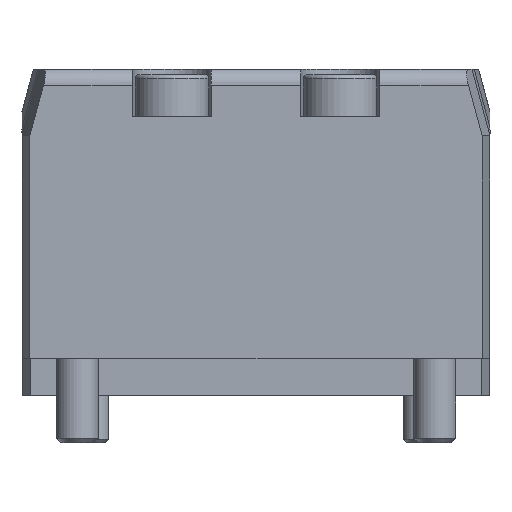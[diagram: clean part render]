
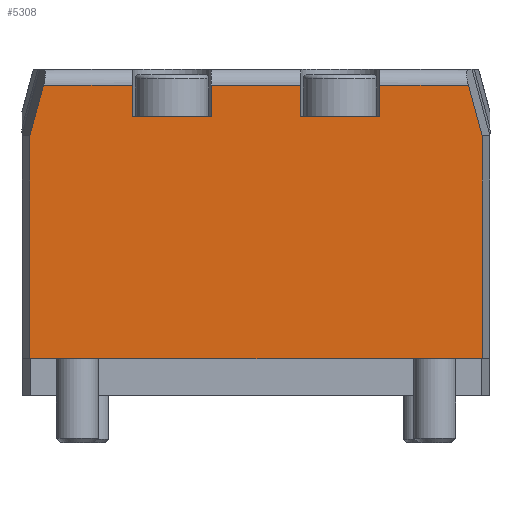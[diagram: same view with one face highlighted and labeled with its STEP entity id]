
A CAD part, front view. The second image highlights one B-rep face of the part: STEP entity #5308.
In plain terms, the highlighted planar face has unit normal (0, -1, 0).
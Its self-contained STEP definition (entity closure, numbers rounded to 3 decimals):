
#311=LINE('',#7765,#677);
#394=LINE('',#8215,#760);
#411=LINE('',#8298,#777);
#429=LINE('',#8438,#795);
#432=LINE('',#8446,#798);
#435=LINE('',#8454,#801);
#438=LINE('',#8462,#804);
#442=LINE('',#8472,#808);
#444=LINE('',#8480,#810);
#479=LINE('',#8653,#845);
#484=LINE('',#8667,#850);
#502=LINE('',#8750,#868);
#547=LINE('',#8854,#913);
#548=LINE('',#8856,#914);
#677=VECTOR('',#6221,10.);
#760=VECTOR('',#6548,10.);
#777=VECTOR('',#6605,10.);
#795=VECTOR('',#6777,10.);
#798=VECTOR('',#6784,10.);
#801=VECTOR('',#6791,10.);
#804=VECTOR('',#6798,10.);
#808=VECTOR('',#6810,10.);
#810=VECTOR('',#6820,10.);
#845=VECTOR('',#6963,10.);
#850=VECTOR('',#6978,10.);
#868=VECTOR('',#7024,10.);
#913=VECTOR('',#7125,10.);
#914=VECTOR('',#7128,10.);
#1246=FACE_OUTER_BOUND('',#1556,.T.);
#1556=EDGE_LOOP('',(#4355,#4356,#4357,#4358,#4359,#4360,#4361,#4362,#4363,
#4364,#4365,#4366,#4367,#4368));
#1985=VERTEX_POINT('',#7762);
#1986=VERTEX_POINT('',#7764);
#2125=VERTEX_POINT('',#8212);
#2126=VERTEX_POINT('',#8214);
#2150=VERTEX_POINT('',#8295);
#2151=VERTEX_POINT('',#8297);
#2196=VERTEX_POINT('',#8437);
#2199=VERTEX_POINT('',#8445);
#2202=VERTEX_POINT('',#8453);
#2205=VERTEX_POINT('',#8461);
#2209=VERTEX_POINT('',#8478);
#2269=VERTEX_POINT('',#8652);
#2273=VERTEX_POINT('',#8665);
#2288=VERTEX_POINT('',#8749);
#2557=EDGE_CURVE('',#1985,#1986,#311,.T.);
#2739=EDGE_CURVE('',#2126,#2125,#394,.T.);
#2772=EDGE_CURVE('',#2151,#2150,#411,.T.);
#2838=EDGE_CURVE('',#2125,#2196,#429,.T.);
#2842=EDGE_CURVE('',#2199,#2126,#432,.T.);
#2846=EDGE_CURVE('',#2150,#2202,#435,.T.);
#2850=EDGE_CURVE('',#2205,#2151,#438,.T.);
#2856=EDGE_CURVE('',#2205,#2196,#442,.T.);
#2860=EDGE_CURVE('',#2209,#2202,#444,.T.);
#2935=EDGE_CURVE('',#2199,#2269,#479,.T.);
#2943=EDGE_CURVE('',#2209,#2273,#484,.T.);
#2969=EDGE_CURVE('',#2288,#2269,#502,.T.);
#3016=EDGE_CURVE('',#1985,#2288,#547,.T.);
#3017=EDGE_CURVE('',#1986,#2273,#548,.T.);
#4355=ORIENTED_EDGE('',*,*,#3016,.T.);
#4356=ORIENTED_EDGE('',*,*,#2969,.T.);
#4357=ORIENTED_EDGE('',*,*,#2935,.F.);
#4358=ORIENTED_EDGE('',*,*,#2842,.T.);
#4359=ORIENTED_EDGE('',*,*,#2739,.T.);
#4360=ORIENTED_EDGE('',*,*,#2838,.T.);
#4361=ORIENTED_EDGE('',*,*,#2856,.F.);
#4362=ORIENTED_EDGE('',*,*,#2850,.T.);
#4363=ORIENTED_EDGE('',*,*,#2772,.T.);
#4364=ORIENTED_EDGE('',*,*,#2846,.T.);
#4365=ORIENTED_EDGE('',*,*,#2860,.F.);
#4366=ORIENTED_EDGE('',*,*,#2943,.T.);
#4367=ORIENTED_EDGE('',*,*,#3017,.F.);
#4368=ORIENTED_EDGE('',*,*,#2557,.F.);
#4777=PLANE('',#5833);
#5308=ADVANCED_FACE('',(#1246),#4777,.T.);
#5833=AXIS2_PLACEMENT_3D('',#8855,#7126,#7127);
#6221=DIRECTION('',(-1.,0.,0.));
#6548=DIRECTION('',(-1.,0.,0.));
#6605=DIRECTION('',(-1.,0.,0.));
#6777=DIRECTION('',(0.,0.,1.));
#6784=DIRECTION('',(0.,0.,-1.));
#6791=DIRECTION('',(0.,0.,1.));
#6798=DIRECTION('',(0.,0.,-1.));
#6810=DIRECTION('',(1.,0.,0.));
#6820=DIRECTION('',(1.,0.,0.));
#6963=DIRECTION('',(1.,0.,0.));
#6978=DIRECTION('',(-0.259,0.,-0.966));
#7024=DIRECTION('',(-0.259,0.,0.966));
#7125=DIRECTION('',(0.,0.,1.));
#7126=DIRECTION('center_axis',(0.,-1.,0.));
#7127=DIRECTION('ref_axis',(1.,0.,0.));
#7128=DIRECTION('',(0.,0.,1.));
#7762=CARTESIAN_POINT('',(21.5,-22.25,-3.));
#7764=CARTESIAN_POINT('',(-21.5,-22.25,-3.));
#7765=CARTESIAN_POINT('',(21.5,-22.25,-3.));
#8212=CARTESIAN_POINT('',(4.25,-22.25,20.));
#8214=CARTESIAN_POINT('',(11.75,-22.25,20.));
#8215=CARTESIAN_POINT('',(-6.75,-22.25,20.));
#8295=CARTESIAN_POINT('',(-11.75,-22.25,20.));
#8297=CARTESIAN_POINT('',(-4.25,-22.25,20.));
#8298=CARTESIAN_POINT('',(-14.75,-22.25,20.));
#8437=CARTESIAN_POINT('',(4.25,-22.25,23.));
#8438=CARTESIAN_POINT('',(4.25,-22.25,16.25));
#8445=CARTESIAN_POINT('',(11.75,-22.25,23.));
#8446=CARTESIAN_POINT('',(11.75,-22.25,16.25));
#8453=CARTESIAN_POINT('',(-11.75,-22.25,23.));
#8454=CARTESIAN_POINT('',(-11.75,-22.25,16.25));
#8461=CARTESIAN_POINT('',(-4.25,-22.25,23.));
#8462=CARTESIAN_POINT('',(-4.25,-22.25,16.25));
#8472=CARTESIAN_POINT('',(-10.75,-22.25,23.));
#8478=CARTESIAN_POINT('',(-20.206,-22.25,23.));
#8480=CARTESIAN_POINT('',(-10.75,-22.25,23.));
#8652=CARTESIAN_POINT('',(20.206,-22.25,23.));
#8653=CARTESIAN_POINT('',(-10.75,-22.25,23.));
#8665=CARTESIAN_POINT('',(-21.5,-22.25,18.173));
#8667=CARTESIAN_POINT('',(-24.62,-22.25,6.529));
#8749=CARTESIAN_POINT('',(21.5,-22.25,18.173));
#8750=CARTESIAN_POINT('',(23.18,-22.25,11.904));
#8854=CARTESIAN_POINT('',(21.5,-22.25,0.));
#8855=CARTESIAN_POINT('Origin',(-21.5,-22.25,0.));
#8856=CARTESIAN_POINT('',(-21.5,-22.25,0.));
